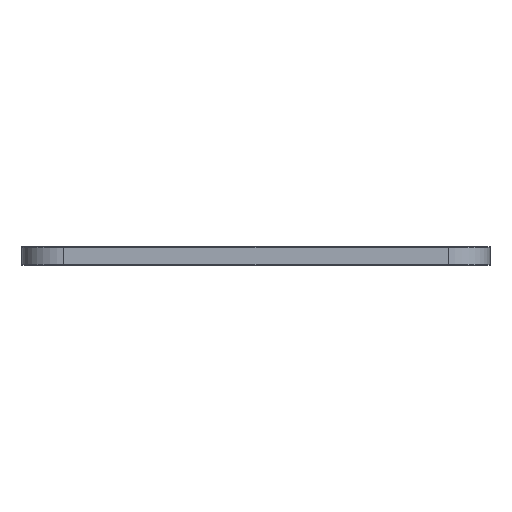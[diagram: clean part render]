
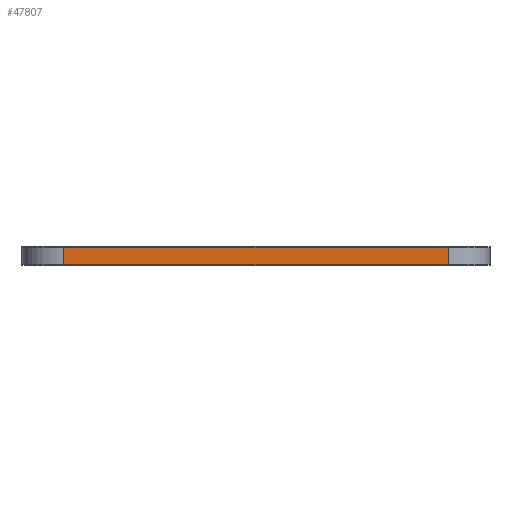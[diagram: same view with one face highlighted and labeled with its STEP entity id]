
A CAD part, left-side view. The second image highlights one B-rep face of the part: STEP entity #47807.
In plain terms, the highlighted planar face has unit normal (-1, 0, 0).
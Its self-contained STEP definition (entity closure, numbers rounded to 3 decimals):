
#46818 = VERTEX_POINT('',#46819);
#46819 = CARTESIAN_POINT('',(104.775,-47.03,0.));
#46826 = EDGE_CURVE('',#46827,#46818,#46829,.T.);
#46827 = VERTEX_POINT('',#46828);
#46828 = CARTESIAN_POINT('',(104.775,-79.772,0.));
#46829 = LINE('',#46830,#46831);
#46830 = CARTESIAN_POINT('',(104.775,-79.772,0.));
#46831 = VECTOR('',#46832,1.);
#46832 = DIRECTION('',(0.,1.,0.));
#47299 = VERTEX_POINT('',#47300);
#47300 = CARTESIAN_POINT('',(104.775,-47.03,1.51));
#47307 = EDGE_CURVE('',#47308,#47299,#47310,.T.);
#47308 = VERTEX_POINT('',#47309);
#47309 = CARTESIAN_POINT('',(104.775,-79.772,1.51));
#47310 = LINE('',#47311,#47312);
#47311 = CARTESIAN_POINT('',(104.775,-79.772,1.51));
#47312 = VECTOR('',#47313,1.);
#47313 = DIRECTION('',(0.,1.,0.));
#47777 = EDGE_CURVE('',#46818,#47299,#47778,.T.);
#47778 = LINE('',#47779,#47780);
#47779 = CARTESIAN_POINT('',(104.775,-47.03,0.));
#47780 = VECTOR('',#47781,1.);
#47781 = DIRECTION('',(0.,0.,1.));
#47807 = ADVANCED_FACE('',(#47808),#47819,.T.);
#47808 = FACE_BOUND('',#47809,.T.);
#47809 = EDGE_LOOP('',(#47810,#47816,#47817,#47818));
#47810 = ORIENTED_EDGE('',*,*,#47811,.T.);
#47811 = EDGE_CURVE('',#46827,#47308,#47812,.T.);
#47812 = LINE('',#47813,#47814);
#47813 = CARTESIAN_POINT('',(104.775,-79.772,0.));
#47814 = VECTOR('',#47815,1.);
#47815 = DIRECTION('',(0.,0.,1.));
#47816 = ORIENTED_EDGE('',*,*,#47307,.T.);
#47817 = ORIENTED_EDGE('',*,*,#47777,.F.);
#47818 = ORIENTED_EDGE('',*,*,#46826,.F.);
#47819 = PLANE('',#47820);
#47820 = AXIS2_PLACEMENT_3D('',#47821,#47822,#47823);
#47821 = CARTESIAN_POINT('',(104.775,-79.772,0.));
#47822 = DIRECTION('',(-1.,0.,0.));
#47823 = DIRECTION('',(0.,1.,0.));
